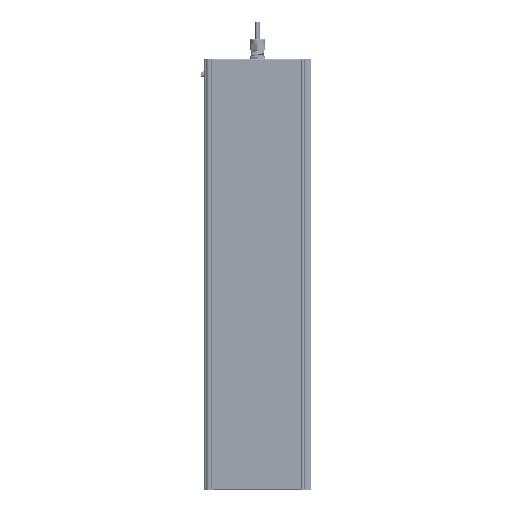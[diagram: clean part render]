
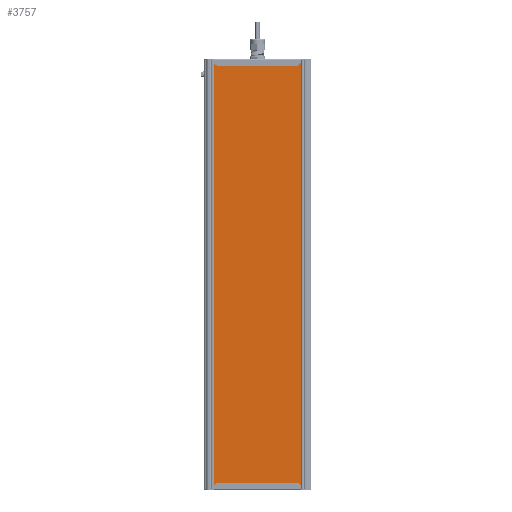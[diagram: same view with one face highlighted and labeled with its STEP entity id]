
A CAD part, front view. The second image highlights one B-rep face of the part: STEP entity #3757.
In plain terms, the highlighted face is planar.
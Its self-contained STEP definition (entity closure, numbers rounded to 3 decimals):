
#3757=ADVANCED_FACE('',(#10341),#10343,.T.);
#10341=FACE_BOUND('',#10342,.T.);
#10342=EDGE_LOOP('',(#41249,#41250,#41251,#41252));
#10343=PLANE('',#10344);
#10344=AXIS2_PLACEMENT_3D('',#10345,#10346,#10347);
#10345=CARTESIAN_POINT('',(2111.497,401.002,-34.582));
#10346=DIRECTION('',(0.,0.,-1.));
#10347=DIRECTION('',(0.,1.,0.));
#41249=ORIENTED_EDGE('',*,*,#47103,.F.);
#41250=ORIENTED_EDGE('',*,*,#47102,.T.);
#41251=ORIENTED_EDGE('',*,*,#47104,.F.);
#41252=ORIENTED_EDGE('',*,*,#47094,.F.);
#47094=EDGE_CURVE('',#51458,#51461,#51462,.T.);
#47102=EDGE_CURVE('',#51471,#51473,#51475,.T.);
#47103=EDGE_CURVE('',#51471,#51458,#51476,.T.);
#47104=EDGE_CURVE('',#51461,#51473,#51477,.T.);
#51458=VERTEX_POINT('',#60632);
#51461=VERTEX_POINT('',#60637);
#51462=LINE('',#60638,#60639);
#51471=VERTEX_POINT('',#60659);
#51473=VERTEX_POINT('',#60663);
#51475=LINE('',#60667,#60668);
#51476=LINE('',#60670,#60671);
#51477=LINE('',#60673,#60674);
#60632=CARTESIAN_POINT('',(2111.497,401.002,-34.582));
#60637=CARTESIAN_POINT('',(2857.497,401.002,-34.582));
#60638=CARTESIAN_POINT('',(2111.497,401.002,-34.582));
#60639=VECTOR('',#60640,1.);
#60640=DIRECTION('',(1.,0.,0.));
#60659=CARTESIAN_POINT('',(2111.497,565.13,-34.582));
#60663=CARTESIAN_POINT('',(2857.497,565.13,-34.582));
#60667=CARTESIAN_POINT('',(2111.497,565.13,-34.582));
#60668=VECTOR('',#60669,1.);
#60669=DIRECTION('',(1.,0.,0.));
#60670=CARTESIAN_POINT('',(2111.497,565.13,-34.582));
#60671=VECTOR('',#60672,1.);
#60672=DIRECTION('',(0.,-1.,0.));
#60673=CARTESIAN_POINT('',(2857.497,401.002,-34.582));
#60674=VECTOR('',#60675,1.);
#60675=DIRECTION('',(0.,1.,0.));
